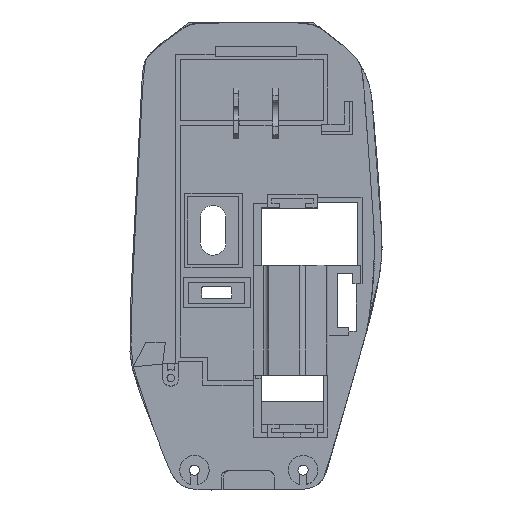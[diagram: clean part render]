
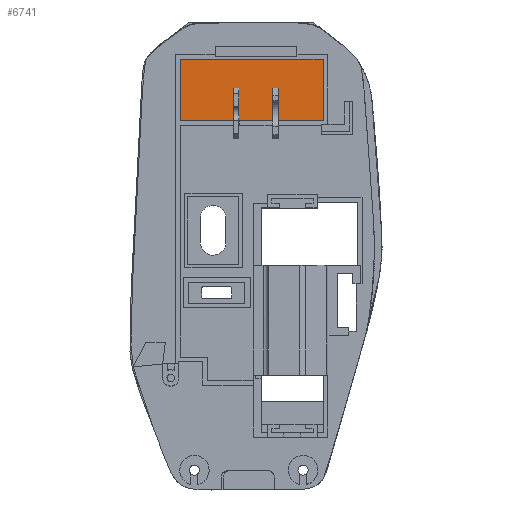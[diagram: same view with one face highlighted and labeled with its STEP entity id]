
A CAD part, top view. The second image highlights one B-rep face of the part: STEP entity #6741.
In plain terms, the highlighted planar face has unit normal (0, 0, 1).
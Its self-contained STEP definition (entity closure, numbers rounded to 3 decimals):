
#202=FACE_OUTER_BOUND('',#536,.T.);
#536=EDGE_LOOP('',(#4541,#4542,#4543,#4544,#4545,#4546,#4547,#4548,#4549,
#4550,#4551,#4552,#4553,#4554,#4555,#4556,#4557));
#1054=LINE('',#9514,#1922);
#1055=LINE('',#9516,#1923);
#1056=LINE('',#9518,#1924);
#1057=LINE('',#9520,#1925);
#1058=LINE('',#9522,#1926);
#1059=LINE('',#9524,#1927);
#1060=LINE('',#9526,#1928);
#1061=LINE('',#9528,#1929);
#1062=LINE('',#9530,#1930);
#1063=LINE('',#9532,#1931);
#1064=LINE('',#9534,#1932);
#1065=LINE('',#9536,#1933);
#1066=LINE('',#9538,#1934);
#1067=LINE('',#9540,#1935);
#1068=LINE('',#9542,#1936);
#1069=LINE('',#9544,#1937);
#1070=LINE('',#9545,#1938);
#1922=VECTOR('',#7602,10.);
#1923=VECTOR('',#7603,10.);
#1924=VECTOR('',#7604,10.);
#1925=VECTOR('',#7605,10.);
#1926=VECTOR('',#7606,10.);
#1927=VECTOR('',#7607,10.);
#1928=VECTOR('',#7608,10.);
#1929=VECTOR('',#7609,10.);
#1930=VECTOR('',#7610,10.);
#1931=VECTOR('',#7611,10.);
#1932=VECTOR('',#7612,10.);
#1933=VECTOR('',#7613,10.);
#1934=VECTOR('',#7614,10.);
#1935=VECTOR('',#7615,10.);
#1936=VECTOR('',#7616,10.);
#1937=VECTOR('',#7617,10.);
#1938=VECTOR('',#7618,10.);
#2794=VERTEX_POINT('',#9512);
#2795=VERTEX_POINT('',#9513);
#2796=VERTEX_POINT('',#9515);
#2797=VERTEX_POINT('',#9517);
#2798=VERTEX_POINT('',#9519);
#2799=VERTEX_POINT('',#9521);
#2800=VERTEX_POINT('',#9523);
#2801=VERTEX_POINT('',#9525);
#2802=VERTEX_POINT('',#9527);
#2803=VERTEX_POINT('',#9529);
#2804=VERTEX_POINT('',#9531);
#2805=VERTEX_POINT('',#9533);
#2806=VERTEX_POINT('',#9535);
#2807=VERTEX_POINT('',#9537);
#2808=VERTEX_POINT('',#9539);
#2809=VERTEX_POINT('',#9541);
#2810=VERTEX_POINT('',#9543);
#3506=EDGE_CURVE('',#2794,#2795,#1054,.T.);
#3507=EDGE_CURVE('',#2796,#2795,#1055,.T.);
#3508=EDGE_CURVE('',#2797,#2796,#1056,.T.);
#3509=EDGE_CURVE('',#2797,#2798,#1057,.T.);
#3510=EDGE_CURVE('',#2798,#2799,#1058,.T.);
#3511=EDGE_CURVE('',#2800,#2799,#1059,.T.);
#3512=EDGE_CURVE('',#2801,#2800,#1060,.T.);
#3513=EDGE_CURVE('',#2801,#2802,#1061,.T.);
#3514=EDGE_CURVE('',#2803,#2802,#1062,.T.);
#3515=EDGE_CURVE('',#2804,#2803,#1063,.T.);
#3516=EDGE_CURVE('',#2804,#2805,#1064,.T.);
#3517=EDGE_CURVE('',#2805,#2806,#1065,.T.);
#3518=EDGE_CURVE('',#2806,#2807,#1066,.T.);
#3519=EDGE_CURVE('',#2808,#2807,#1067,.T.);
#3520=EDGE_CURVE('',#2809,#2808,#1068,.T.);
#3521=EDGE_CURVE('',#2809,#2810,#1069,.T.);
#3522=EDGE_CURVE('',#2810,#2794,#1070,.T.);
#4541=ORIENTED_EDGE('',*,*,#3506,.T.);
#4542=ORIENTED_EDGE('',*,*,#3507,.F.);
#4543=ORIENTED_EDGE('',*,*,#3508,.F.);
#4544=ORIENTED_EDGE('',*,*,#3509,.T.);
#4545=ORIENTED_EDGE('',*,*,#3510,.T.);
#4546=ORIENTED_EDGE('',*,*,#3511,.F.);
#4547=ORIENTED_EDGE('',*,*,#3512,.F.);
#4548=ORIENTED_EDGE('',*,*,#3513,.T.);
#4549=ORIENTED_EDGE('',*,*,#3514,.F.);
#4550=ORIENTED_EDGE('',*,*,#3515,.F.);
#4551=ORIENTED_EDGE('',*,*,#3516,.T.);
#4552=ORIENTED_EDGE('',*,*,#3517,.T.);
#4553=ORIENTED_EDGE('',*,*,#3518,.T.);
#4554=ORIENTED_EDGE('',*,*,#3519,.F.);
#4555=ORIENTED_EDGE('',*,*,#3520,.F.);
#4556=ORIENTED_EDGE('',*,*,#3521,.T.);
#4557=ORIENTED_EDGE('',*,*,#3522,.T.);
#6465=PLANE('',#7092);
#6741=ADVANCED_FACE('',(#202),#6465,.T.);
#7092=AXIS2_PLACEMENT_3D('',#9511,#7600,#7601);
#7600=DIRECTION('center_axis',(0.,0.,1.));
#7601=DIRECTION('ref_axis',(-1.,0.,0.));
#7602=DIRECTION('',(0.,-1.,0.));
#7603=DIRECTION('',(-1.,0.,0.));
#7604=DIRECTION('',(0.,-1.,0.));
#7605=DIRECTION('',(1.,0.,0.));
#7606=DIRECTION('',(0.,-1.,0.));
#7607=DIRECTION('',(-1.,0.,0.));
#7608=DIRECTION('',(-1.,0.,0.));
#7609=DIRECTION('',(0.,1.,0.));
#7610=DIRECTION('',(-1.,0.,0.));
#7611=DIRECTION('',(0.,1.,0.));
#7612=DIRECTION('',(1.,0.,0.));
#7613=DIRECTION('',(0.,1.,0.));
#7614=DIRECTION('',(-1.,0.,0.));
#7615=DIRECTION('',(0.,1.,0.));
#7616=DIRECTION('',(1.,0.,0.));
#7617=DIRECTION('',(0.,1.,0.));
#7618=DIRECTION('',(-1.,0.,0.));
#9511=CARTESIAN_POINT('Origin',(167.265,12166.988,2.6));
#9512=CARTESIAN_POINT('',(153.371,12182.655,2.6));
#9513=CARTESIAN_POINT('',(153.371,12168.105,2.6));
#9514=CARTESIAN_POINT('',(153.371,12169.415,2.6));
#9515=CARTESIAN_POINT('',(166.015,12168.105,2.6));
#9516=CARTESIAN_POINT('',(160.195,12168.105,2.6));
#9517=CARTESIAN_POINT('',(166.015,12175.773,2.6));
#9518=CARTESIAN_POINT('',(166.015,12165.381,2.6));
#9519=CARTESIAN_POINT('',(167.265,12175.773,2.6));
#9520=CARTESIAN_POINT('',(164.066,12175.773,2.6));
#9521=CARTESIAN_POINT('',(167.265,12168.105,2.6));
#9522=CARTESIAN_POINT('',(167.265,12172.229,2.6));
#9523=CARTESIAN_POINT('',(167.465,12168.105,2.6));
#9524=CARTESIAN_POINT('',(160.195,12168.105,2.6));
#9525=CARTESIAN_POINT('',(175.299,12168.105,2.6));
#9526=CARTESIAN_POINT('',(160.195,12168.105,2.6));
#9527=CARTESIAN_POINT('',(175.299,12175.773,2.6));
#9528=CARTESIAN_POINT('',(175.299,12166.229,2.6));
#9529=CARTESIAN_POINT('',(176.549,12175.773,2.6));
#9530=CARTESIAN_POINT('',(171.182,12175.773,2.6));
#9531=CARTESIAN_POINT('',(176.549,12168.105,2.6));
#9532=CARTESIAN_POINT('',(176.549,12171.381,2.6));
#9533=CARTESIAN_POINT('',(187.199,12168.105,2.6));
#9534=CARTESIAN_POINT('',(163.018,12168.105,2.6));
#9535=CARTESIAN_POINT('',(187.199,12182.655,2.6));
#9536=CARTESIAN_POINT('',(187.199,12134.3,2.6));
#9537=CARTESIAN_POINT('',(183.316,12182.655,2.6));
#9538=CARTESIAN_POINT('',(178.114,12182.655,2.6));
#9539=CARTESIAN_POINT('',(183.316,12182.642,2.6));
#9540=CARTESIAN_POINT('',(183.316,12181.155,2.6));
#9541=CARTESIAN_POINT('',(157.254,12182.642,2.6));
#9542=CARTESIAN_POINT('',(160.318,12182.642,2.6));
#9543=CARTESIAN_POINT('',(157.254,12182.655,2.6));
#9544=CARTESIAN_POINT('',(157.254,12181.155,2.6));
#9545=CARTESIAN_POINT('',(178.114,12182.655,2.6));
